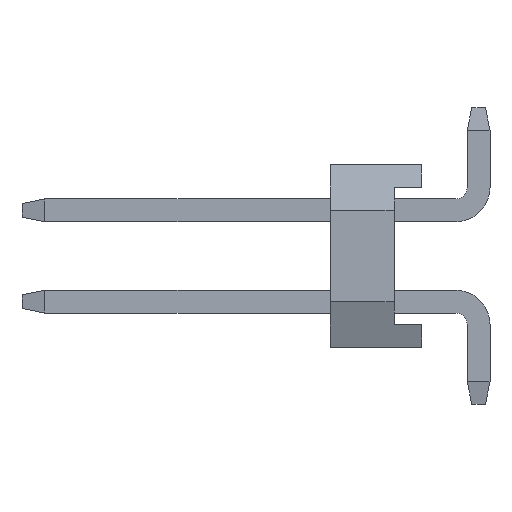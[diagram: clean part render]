
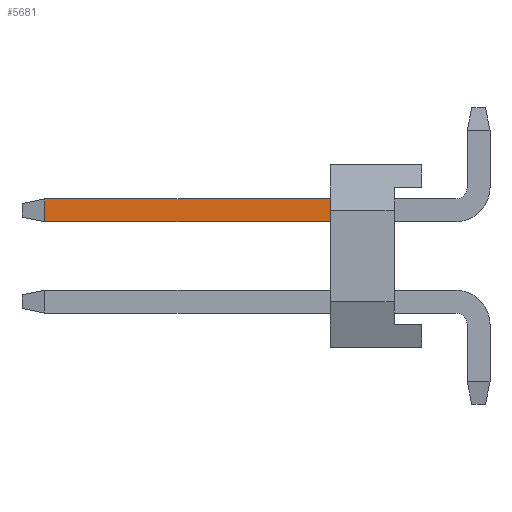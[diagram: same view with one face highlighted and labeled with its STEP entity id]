
A CAD part, left-side view. The second image highlights one B-rep face of the part: STEP entity #5681.
In plain terms, the highlighted planar face has unit normal (-1, 0, 0).
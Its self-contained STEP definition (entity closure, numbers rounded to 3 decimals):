
#605=DIRECTION('',(0.,0.,-1.));
#606=VECTOR('',#605,0.5);
#607=CARTESIAN_POINT('',(-3.25,2.,1.25));
#608=LINE('',#607,#606);
#1841=DIRECTION('',(0.,0.,-1.));
#1842=VECTOR('',#1841,0.5);
#1843=CARTESIAN_POINT('',(-3.25,8.25,1.25));
#1844=LINE('',#1843,#1842);
#1845=DIRECTION('',(0.,-1.,0.));
#1846=VECTOR('',#1845,6.25);
#1847=CARTESIAN_POINT('',(-3.25,8.25,1.25));
#1848=LINE('',#1847,#1846);
#1849=DIRECTION('',(0.,1.,0.));
#1850=VECTOR('',#1849,6.25);
#1851=CARTESIAN_POINT('',(-3.25,2.,0.75));
#1852=LINE('',#1851,#1850);
#2773=CARTESIAN_POINT('',(-3.25,8.25,0.75));
#2775=VERTEX_POINT('',#2773);
#2778=CARTESIAN_POINT('',(-3.25,8.25,1.25));
#2780=VERTEX_POINT('',#2778);
#2865=CARTESIAN_POINT('',(-3.25,2.,1.25));
#2866=CARTESIAN_POINT('',(-3.25,2.,0.75));
#2867=VERTEX_POINT('',#2865);
#2868=VERTEX_POINT('',#2866);
#5667=CARTESIAN_POINT('',(-3.25,0.,0.));
#5668=DIRECTION('',(1.,0.,0.));
#5669=DIRECTION('',(0.,0.,-1.));
#5670=AXIS2_PLACEMENT_3D('',#5667,#5668,#5669);
#5671=PLANE('',#5670);
#5673=ORIENTED_EDGE('',*,*,#5672,.F.);
#5675=ORIENTED_EDGE('',*,*,#5674,.T.);
#5676=ORIENTED_EDGE('',*,*,#3425,.T.);
#5678=ORIENTED_EDGE('',*,*,#5677,.T.);
#5679=EDGE_LOOP('',(#5673,#5675,#5676,#5678));
#5680=FACE_OUTER_BOUND('',#5679,.F.);
#3425=EDGE_CURVE('',#2867,#2868,#608,.T.);
#5672=EDGE_CURVE('',#2780,#2775,#1844,.T.);
#5674=EDGE_CURVE('',#2780,#2867,#1848,.T.);
#5677=EDGE_CURVE('',#2868,#2775,#1852,.T.);
#5681=ADVANCED_FACE('',(#5680),#5671,.F.);
